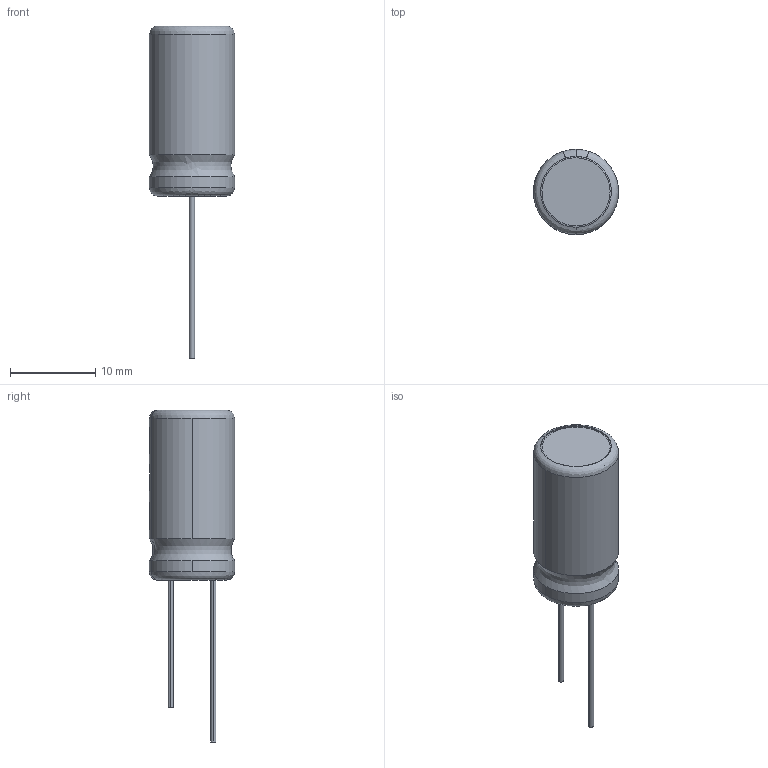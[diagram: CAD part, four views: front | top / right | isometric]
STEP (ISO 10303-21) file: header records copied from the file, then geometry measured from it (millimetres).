
FILE_DESCRIPTION (( 'STEP AP214' ), '1' );
FILE_NAME ('User Library-CAP 10X20.STEP', '2010-07-18T04:03:04', ( 'SysAdmin' ), ( 'SolidWorks' ), 'SwSTEP 2.0', 'SolidWorks 2010', '' );
FILE_SCHEMA (( 'AUTOMOTIVE_DESIGN' ));
Length unit declared in the file: millimetre
Products named in the file (13): User Library-CAP 10X20_12_1; User Library-CAP 10X20_2_1; User Library-CAP 10X20_11_1; User Library-CAP 10X20_10_1; User Library-CAP 10X20_9_1; User Library-CAP 10X20_8_1; User Library-CAP 10X20_1_1; User Library-CAP 10X20; User Library-CAP 10X20_5_1; User Library-CAP 10X20_4_1; User Library-CAP 10X20_3_1; User Library-CAP 10X20_7_1; User Library-CAP 10X20_6_1
Assembly tree (12 placements, depth 2):
  User Library-CAP 10X20
    User Library-CAP 10X20_12_1
    User Library-CAP 10X20_6_1
    User Library-CAP 10X20_4_1
    User Library-CAP 10X20_10_1
    User Library-CAP 10X20_7_1
    User Library-CAP 10X20_9_1
    User Library-CAP 10X20_3_1
    User Library-CAP 10X20_8_1
    User Library-CAP 10X20_1_1
    User Library-CAP 10X20_2_1
    User Library-CAP 10X20_5_1
    User Library-CAP 10X20_11_1
Bounding box: 10 x 10 x 38.99 mm (x, y, z)
Volume: 1537.6 mm3; surface area: 2259 mm2
Topology: 12 solids, 12 shells, 142 faces, 355 edges, 237 vertices
Faces by surface type: cylinder 82, plane 36, bspline 24
Entity records: 7257 total; most frequent: CARTESIAN_POINT 1918, ORIENTED_EDGE 710, DIRECTION 624, EDGE_CURVE 355, VERTEX_POINT 237, AXIS2_PLACEMENT_3D 235, UNCERTAINTY_MEASURE_WITH_UNIT 179, MECHANICAL_DESIGN_GEOMETRIC_PRESENTATION_REPRESENTATION 166
